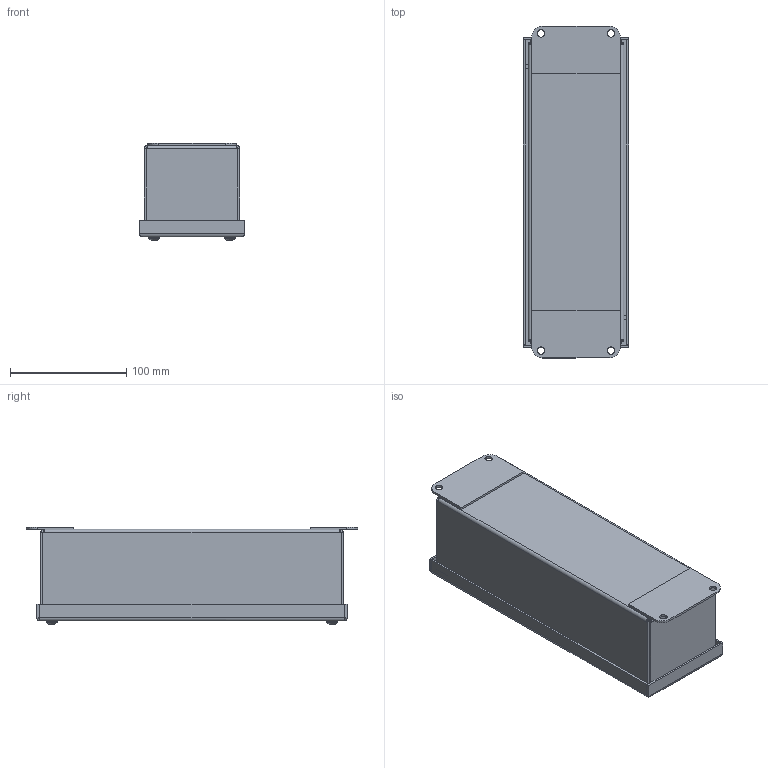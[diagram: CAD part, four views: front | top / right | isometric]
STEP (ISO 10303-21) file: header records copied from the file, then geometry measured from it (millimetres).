
FILE_DESCRIPTION(/* description */ ('10.51X3.56 LID'),/* implementation_level */ '2;1');
FILE_NAME(/* name */ 'PB4.stp',/* time_stamp */ '2017-01-30T20:23:34+06:00',/* author */ ('mgunasekar'),/* organization */ (''),/* preprocessor_version */ 'ST-DEVELOPER v16.1',/* originating_system */ 'Autodesk Inventor 2016',/* authorisation */ '');
FILE_SCHEMA (('AUTOMOTIVE_DESIGN { 1 0 10303 214 3 1 1 }'));
Length unit declared in the file: inch
Products named in the file (9): PB4LID; 39077; 316233; 372163; PB4BKP; 34984; 38837; 3487; PB4
Assembly tree (20 placements, depth 2):
  PB4
    PB4LID
    39077  x4
    316233  x2
    372163  x4
    PB4BKP
    34984  x4
    38837  x2
    3487  x2
Bounding box: 90.42 x 285.75 x 84.02 mm (x, y, z)
Volume: 247625.7 mm3; surface area: 250763.9 mm2
Topology: 20 solids, 20 shells, 564 faces, 1408 edges, 898 vertices
Faces by surface type: plane 326, cylinder 124, cone 66, torus 24, bspline 20, sphere 4
Full cylindrical faces by diameter (mm): 3.962 x4, 4.826 x6, 4.978 x4, 6.299 x4, 6.35 x6, 6.528 x4, 7.061 x4, 7.137 x4, 7.95 x4, 9.474 x4, 10.312 x4, 11.506 x4
Entity records: 10711 total; most frequent: CARTESIAN_POINT 2701, ORIENTED_EDGE 1538, DIRECTION 1524, EDGE_CURVE 769, LINE 508, VECTOR 508, AXIS2_PLACEMENT_3D 508, VERTEX_POINT 497
